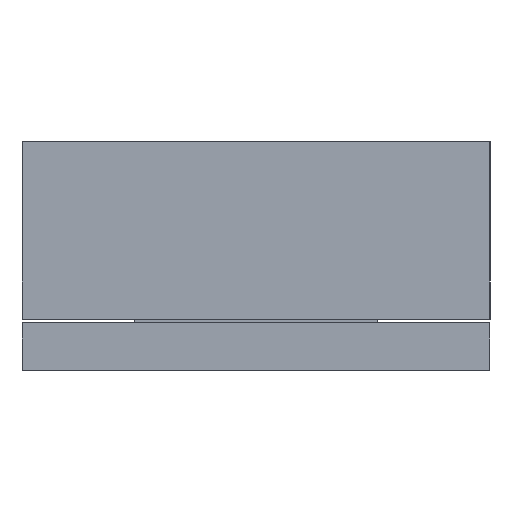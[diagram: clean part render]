
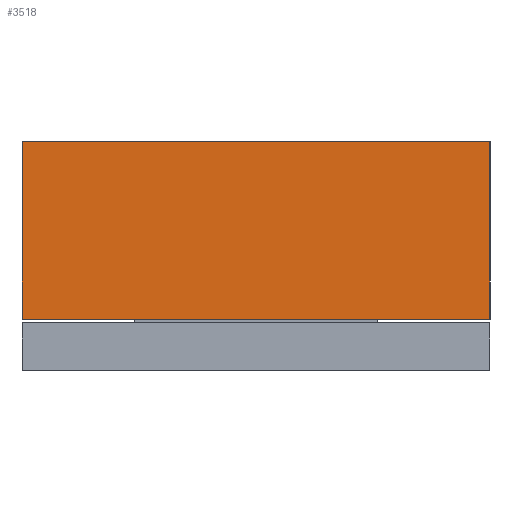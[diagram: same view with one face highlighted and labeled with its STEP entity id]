
A CAD part, front view. The second image highlights one B-rep face of the part: STEP entity #3518.
In plain terms, the highlighted planar face has unit normal (0, -1, 0).
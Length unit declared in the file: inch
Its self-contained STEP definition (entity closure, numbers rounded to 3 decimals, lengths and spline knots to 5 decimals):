
#3376=CARTESIAN_POINT('',(1.,-0.125,0.38));
#3377=VERTEX_POINT('',#3376);
#3378=CARTESIAN_POINT('',(1.,-0.125,-0.38));
#3379=VERTEX_POINT('',#3378);
#3380=CARTESIAN_POINT('',(1.,-0.125,0.38));
#3381=DIRECTION('',(0.0,0.0,-1.0));
#3382=VECTOR('',#3381,0.76);
#3383=LINE('',#3380,#3382);
#3384=EDGE_CURVE('',#3377,#3379,#3383,.T.);
#3416=CARTESIAN_POINT('',(-1.,-0.125,-0.38));
#3417=VERTEX_POINT('',#3416);
#3418=CARTESIAN_POINT('',(1.,-0.125,-0.38));
#3419=DIRECTION('',(-1.0,0.0,0.0));
#3420=VECTOR('',#3419,2.);
#3421=LINE('',#3418,#3420);
#3422=EDGE_CURVE('',#3379,#3417,#3421,.T.);
#3447=CARTESIAN_POINT('',(-1.,-0.125,0.38));
#3448=VERTEX_POINT('',#3447);
#3449=CARTESIAN_POINT('',(-1.,-0.125,-0.38));
#3450=DIRECTION('',(0.0,0.0,1.0));
#3451=VECTOR('',#3450,0.76);
#3452=LINE('',#3449,#3451);
#3453=EDGE_CURVE('',#3417,#3448,#3452,.T.);
#3478=CARTESIAN_POINT('',(-1.,-0.125,0.38));
#3479=DIRECTION('',(1.0,0.0,0.0));
#3480=VECTOR('',#3479,2.);
#3481=LINE('',#3478,#3480);
#3482=EDGE_CURVE('',#3448,#3377,#3481,.T.);
#3507=CARTESIAN_POINT('',(0.,-0.125,0.));
#3508=DIRECTION('',(0.0,1.0,0.0));
#3509=DIRECTION('',(0.0,0.0,1.0));
#3510=AXIS2_PLACEMENT_3D('',#3507,#3508,#3509);
#3511=PLANE('',#3510);
#3512=ORIENTED_EDGE('',*,*,#3384,.F.);
#3513=ORIENTED_EDGE('',*,*,#3482,.F.);
#3514=ORIENTED_EDGE('',*,*,#3453,.F.);
#3515=ORIENTED_EDGE('',*,*,#3422,.F.);
#3516=EDGE_LOOP('',(#3512,#3513,#3514,#3515));
#3517=FACE_OUTER_BOUND('',#3516,.T.);
#3518=ADVANCED_FACE('',(#3517),#3511,.F.);
